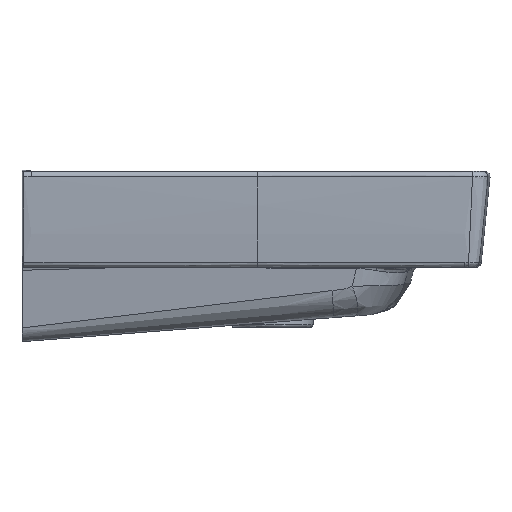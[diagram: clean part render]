
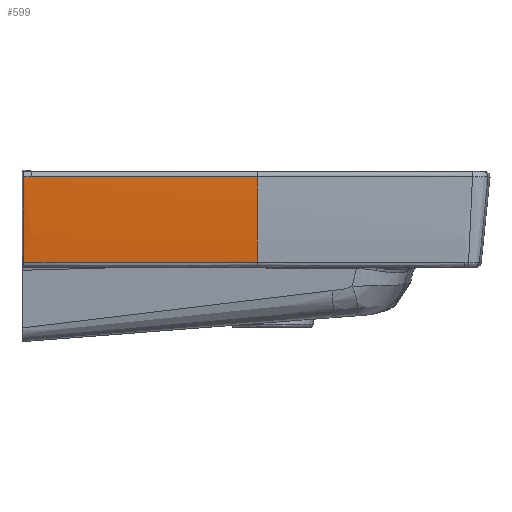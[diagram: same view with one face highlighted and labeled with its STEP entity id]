
A CAD part, left-side view. The second image highlights one B-rep face of the part: STEP entity #599.
In plain terms, the highlighted face is a revolution surface.
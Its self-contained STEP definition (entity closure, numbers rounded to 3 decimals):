
#55=SURFACE_OF_REVOLUTION('',#319,#59);
#59=AXIS1_PLACEMENT('',#24041,#3852);
#249=(
BOUNDED_CURVE()
B_SPLINE_CURVE(3,(#21986,#21987,#21988,#21989),.UNSPECIFIED.,.F.,.F.)
B_SPLINE_CURVE_WITH_KNOTS((4,4),(0.,1.),.UNSPECIFIED.)
CURVE()
GEOMETRIC_REPRESENTATION_ITEM()
RATIONAL_B_SPLINE_CURVE((1.,1.,1.,1.))
REPRESENTATION_ITEM('')
);
#266=(
BOUNDED_CURVE()
B_SPLINE_CURVE(3,(#24013,#24014,#24015,#24016),.UNSPECIFIED.,.F.,.F.)
B_SPLINE_CURVE_WITH_KNOTS((4,4),(0.,1.),.UNSPECIFIED.)
CURVE()
GEOMETRIC_REPRESENTATION_ITEM()
RATIONAL_B_SPLINE_CURVE((1.,1.,1.,1.))
REPRESENTATION_ITEM('')
);
#267=(
BOUNDED_CURVE()
B_SPLINE_CURVE(3,(#24031,#24032,#24033,#24034),.UNSPECIFIED.,.F.,.F.)
B_SPLINE_CURVE_WITH_KNOTS((4,4),(0.,1.),.UNSPECIFIED.)
CURVE()
GEOMETRIC_REPRESENTATION_ITEM()
RATIONAL_B_SPLINE_CURVE((1.,1.,1.,1.))
REPRESENTATION_ITEM('')
);
#307=CIRCLE('',#3660,1020.75);
#318=CIRCLE('',#3684,13597.833);
#319=CIRCLE('',#3685,1020.75);
#599=ADVANCED_FACE('',(#910),#55,.T.);
#910=FACE_OUTER_BOUND('',#1137,.T.);
#1137=EDGE_LOOP('',(#2134,#2135,#2136,#2137,#2138,#2139));
#2134=ORIENTED_EDGE('',*,*,#3162,.F.);
#2135=ORIENTED_EDGE('',*,*,#3163,.F.);
#2136=ORIENTED_EDGE('',*,*,#3161,.T.);
#2137=ORIENTED_EDGE('',*,*,#3160,.T.);
#2138=ORIENTED_EDGE('',*,*,#3043,.T.);
#2139=ORIENTED_EDGE('',*,*,#3046,.T.);
#2469=VERTEX_POINT('',#18958);
#2543=VERTEX_POINT('',#21960);
#2545=VERTEX_POINT('',#21985);
#2611=VERTEX_POINT('',#24012);
#2612=VERTEX_POINT('',#24017);
#2613=VERTEX_POINT('',#24035);
#3043=EDGE_CURVE('',#2543,#2469,#307,.T.);
#3046=EDGE_CURVE('',#2469,#2545,#249,.T.);
#3160=EDGE_CURVE('',#2612,#2543,#266,.T.);
#3161=EDGE_CURVE('',#2611,#2612,#318,.T.);
#3162=EDGE_CURVE('',#2613,#2545,#267,.T.);
#3163=EDGE_CURVE('',#2611,#2613,#3588,.T.);
#3588=B_SPLINE_CURVE_WITH_KNOTS('',3,(#24036,#24037,#24038,#24039),
 .UNSPECIFIED.,.F.,.F.,(4,4),(0.,1.),.UNSPECIFIED.);
#3660=AXIS2_PLACEMENT_3D('',#21974,#3789,#3790);
#3684=AXIS2_PLACEMENT_3D('',#24018,#3848,#3849);
#3685=AXIS2_PLACEMENT_3D('',#24040,#3850,#3851);
#3789=DIRECTION('',(0.,1.,0.));
#3790=DIRECTION('',(1.,0.,0.));
#3848=DIRECTION('',(0.,0.,1.));
#3849=DIRECTION('',(-1.,-0.001,0.));
#3850=DIRECTION('',(0.,-1.,0.));
#3851=DIRECTION('',(1.,0.,0.));
#3852=DIRECTION('',(0.,0.,-1.));
#18958=CARTESIAN_POINT('',(-274.93,-221.25,-5.082));
#21960=CARTESIAN_POINT('',(-270.442,-221.25,-85.475));
#21974=CARTESIAN_POINT('',(745.684,-221.25,11.566));
#21985=CARTESIAN_POINT('',(-273.532,-8.816,-5.082));
#21986=CARTESIAN_POINT('',(-274.93,-221.25,-5.082));
#21987=CARTESIAN_POINT('',(-275.017,-150.436,-5.082));
#21988=CARTESIAN_POINT('',(-274.551,-79.623,-5.082));
#21989=CARTESIAN_POINT('',(-273.532,-8.816,-5.082));
#24012=CARTESIAN_POINT('',(-268.935,-1.363,-85.475));
#24013=CARTESIAN_POINT('',(-268.942,-1.836,-85.475));
#24014=CARTESIAN_POINT('',(-270.032,-74.969,-85.475));
#24015=CARTESIAN_POINT('',(-270.532,-148.109,-85.475));
#24016=CARTESIAN_POINT('',(-270.442,-221.25,-85.475));
#24017=CARTESIAN_POINT('',(-268.942,-1.836,-85.475));
#24018=CARTESIAN_POINT('',(13327.38,-204.5,-85.475));
#24031=CARTESIAN_POINT('',(-273.425,-1.5,-5.082));
#24032=CARTESIAN_POINT('',(-273.462,-3.939,-5.082));
#24033=CARTESIAN_POINT('',(-273.497,-6.377,-5.082));
#24034=CARTESIAN_POINT('',(-273.532,-8.816,-5.082));
#24035=CARTESIAN_POINT('',(-273.425,-1.5,-5.082));
#24036=CARTESIAN_POINT('',(-268.935,-1.363,-85.475));
#24037=CARTESIAN_POINT('',(-271.49,-1.441,-58.737));
#24038=CARTESIAN_POINT('',(-272.987,-1.486,-31.939));
#24039=CARTESIAN_POINT('',(-273.425,-1.5,-5.082));
#24040=CARTESIAN_POINT('',(745.684,-221.25,11.566));
#24041=CARTESIAN_POINT('',(13327.38,-204.5,0.));
